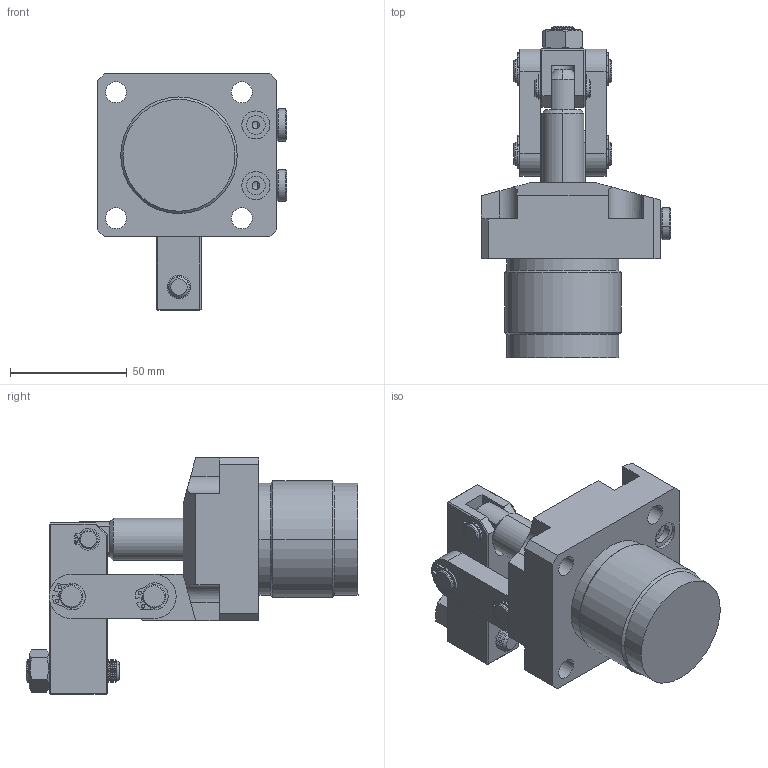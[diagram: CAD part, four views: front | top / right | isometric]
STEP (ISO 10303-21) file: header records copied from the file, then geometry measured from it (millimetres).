
FILE_DESCRIPTION (( 'STEP AP214' ), '1' );
FILE_NAME ('CCLW-10-R杠杆式油压缸三维图.STEP', '2019-04-12T02:02:50', ( '' ), ( '' ), 'SwSTEP 2.0', 'SolidWorks 2016', '' );
FILE_SCHEMA (( 'AUTOMOTIVE_DESIGN' ));
Length unit declared in the file: millimetre
Products named in the file (13): CCLW-10-R杠杆式油压缸三维图; CCLW-10R-BT; hex nuts, style 1-grades ab gb_GB_FASTENER_NUT_SNAB1 M10-N; hex socket set screws with flat point gb_GB_FASTENER_SCREWS_HSFP M10X40-S; CLW-10酗种粣; 8轴档圈; circlips for shaft--type a large gb_GB_CONNECTING_PIECE_RING_RRA 10; CLW-10傻种粣; G8煦1蹟恇黑芛; CLW-10揤旋; CLW-10蟀裝; CLW-10活塞杆; CLW10滅鳥猾
Assembly tree (19 placements, depth 2):
  CCLW-10-R杠杆式油压缸三维图
    CLW10滅鳥猾
    CLW-10活塞杆
    CLW-10蟀裝  x2
    CLW-10揤旋
    G8煦1蹟恇黑芛  x2
    CLW-10傻种粣
    circlips for shaft--type a large gb_GB_CONNECTING_PIECE_RING_RRA 10  x4
    8轴档圈  x2
    CLW-10酗种粣  x2
    hex socket set screws with flat point gb_GB_FASTENER_SCREWS_HSFP M10X40-S
    hex nuts, style 1-grades ab gb_GB_FASTENER_NUT_SNAB1 M10-N
    CCLW-10R-BT
Bounding box: 81.2 x 142.4 x 101.5 mm (x, y, z)
Volume: 287506.4 mm3; surface area: 66923.5 mm2
Topology: 19 solids, 19 shells, 795 faces, 1831 edges, 1101 vertices
Faces by surface type: cylinder 322, cone 244, plane 208, bspline 16, torus 5
Entity records: 18891 total; most frequent: CARTESIAN_POINT 4114, DIRECTION 3231, ORIENTED_EDGE 2804, EDGE_CURVE 1402, AXIS2_PLACEMENT_3D 1263, VERTEX_POINT 827, LINE 705, VECTOR 705
